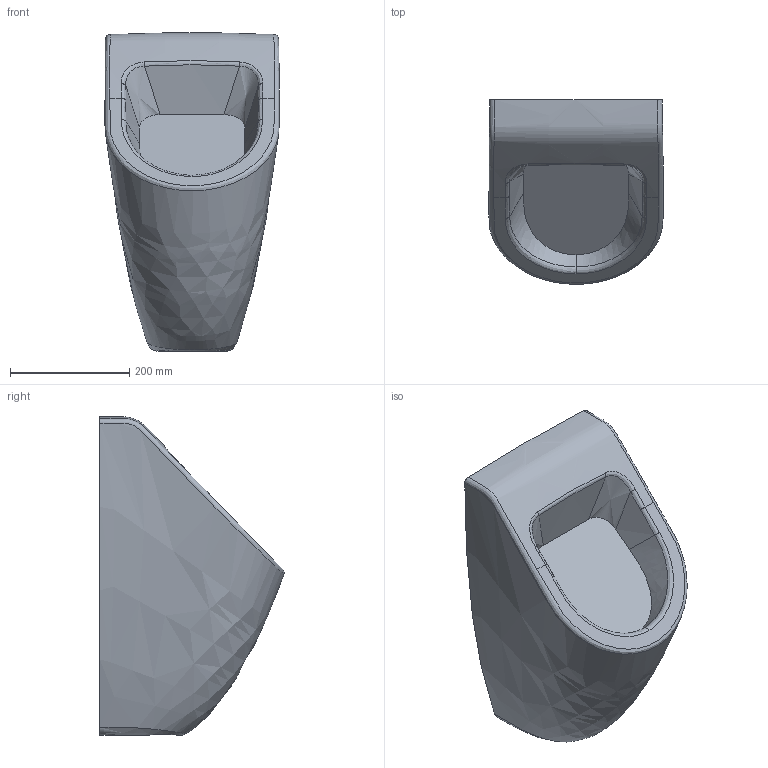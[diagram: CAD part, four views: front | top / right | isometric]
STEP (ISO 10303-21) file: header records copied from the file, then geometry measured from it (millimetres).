
FILE_DESCRIPTION(/* description */ (''),/* implementation_level */ '2;1');
FILE_NAME(/* name */ '751301_Urinal_Subway_nur_Aussenflaechen.stp',/* time_stamp */ '2019-03-01T06:56:28+01:00',/* author */ (''),/* organization */ (''),/* preprocessor_version */ 'ST-DEVELOPER v16',/* originating_system */ 'SIEMENS PLM Software NX 10.0',/* authorisation */ '');
FILE_SCHEMA (('AUTOMOTIVE_DESIGN { 1 0 10303 214 3 1 1 1 }'));
Length unit declared in the file: millimetre
Products named in the file (1): Sier1198C463oame
Bounding box: 292.03 x 308.99 x 534 mm (x, y, z)
Volume: 23869405.2 mm3; surface area: 561345 mm2
Topology: 1 solids, 1 shells, 35 faces, 86 edges, 53 vertices
Faces by surface type: bspline 29, extrusion 4, plane 2
Entity records: 4202 total; most frequent: CARTESIAN_POINT 3606, ORIENTED_EDGE 172, EDGE_CURVE 86, B_SPLINE_CURVE_WITH_KNOTS 72, VERTEX_POINT 53, ADVANCED_FACE 35, FACE_OUTER_BOUND 35, EDGE_LOOP 35
